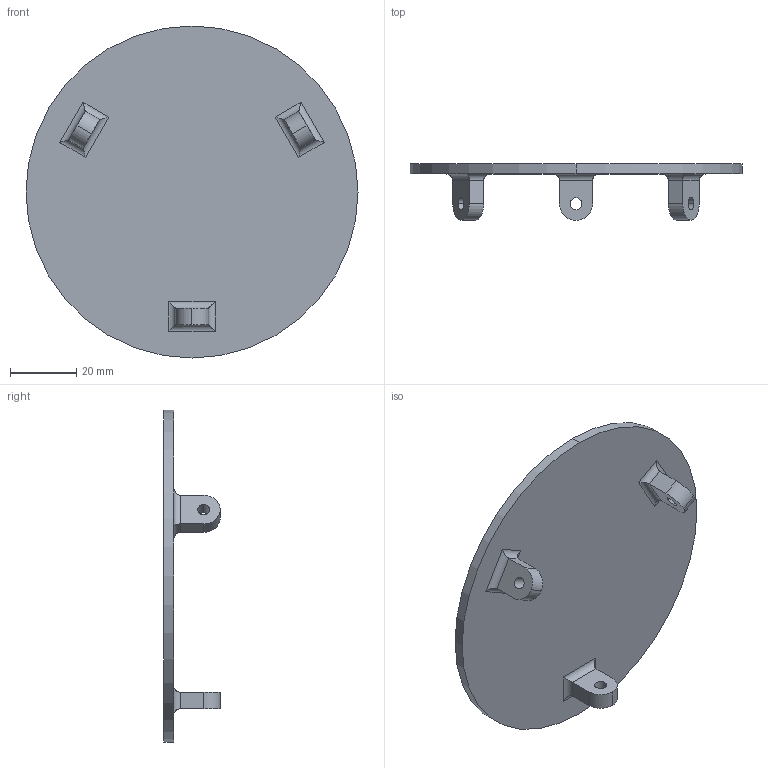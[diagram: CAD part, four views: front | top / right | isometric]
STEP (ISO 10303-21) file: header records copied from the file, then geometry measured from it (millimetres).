
FILE_DESCRIPTION (( 'STEP AP214' ), '1' );
FILE_NAME ('Platform Support Link - Copy.STEP', '2025-11-25T17:39:42', ( '' ), ( '' ), 'SwSTEP 2.0', 'SolidWorks 2025', '' );
FILE_SCHEMA (( 'AUTOMOTIVE_DESIGN' ));
Length unit declared in the file: millimetre
Products named in the file (1): Platform Support Link - Copy
Bounding box: 100 x 17 x 100 mm (x, y, z)
Volume: 25434.8 mm3; surface area: 17819.8 mm2
Topology: 1 solids, 1 shells, 40 faces, 93 edges, 58 vertices
Faces by surface type: cylinder 26, plane 14
Entity records: 1164 total; most frequent: CARTESIAN_POINT 228, DIRECTION 191, ORIENTED_EDGE 186, EDGE_CURVE 93, AXIS2_PLACEMENT_3D 69, VERTEX_POINT 58, LINE 53, VECTOR 53
